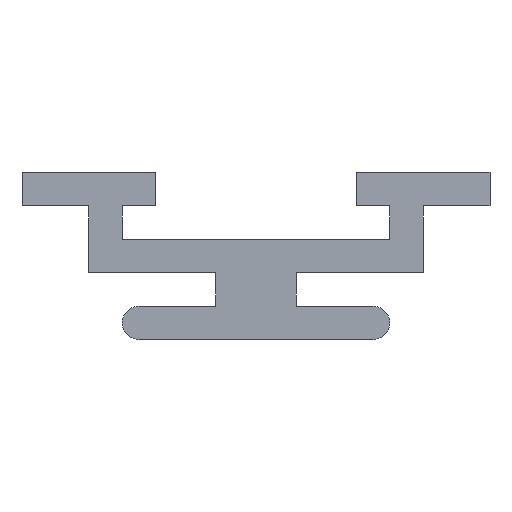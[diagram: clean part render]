
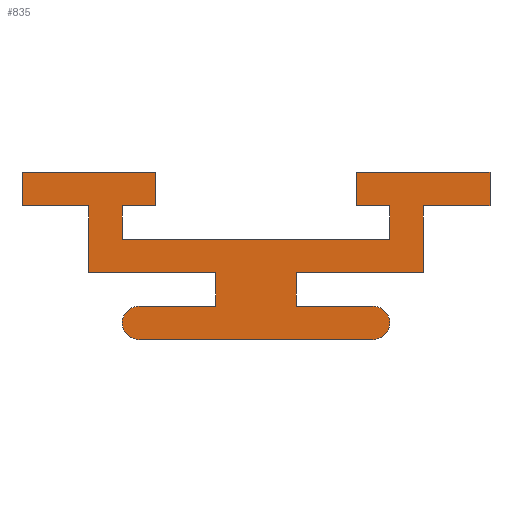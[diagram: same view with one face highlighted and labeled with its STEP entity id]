
A CAD part, front view. The second image highlights one B-rep face of the part: STEP entity #835.
In plain terms, the highlighted planar face has unit normal (0, -1, 0).
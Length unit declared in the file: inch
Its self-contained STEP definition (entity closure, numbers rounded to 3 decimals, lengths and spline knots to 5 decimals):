
#24=CARTESIAN_POINT('',(7.12545,0.33918,-0.25));
#25=VERTEX_POINT('',#24);
#42=CARTESIAN_POINT('',(7.60045,0.33918,-0.25));
#43=VERTEX_POINT('',#42);
#50=CARTESIAN_POINT('',(7.12545,0.33918,-0.25));
#51=DIRECTION('',(-1.,0.,0.));
#52=VECTOR('',#51,1.);
#53=LINE('',#50,#52);
#54=EDGE_CURVE('',#43,#25,#53,.T.);
#73=CARTESIAN_POINT('',(7.60045,0.33918,-0.375));
#74=VERTEX_POINT('',#73);
#81=CARTESIAN_POINT('',(7.60045,0.33918,-0.375));
#82=DIRECTION('',(0.,0.,1.));
#83=VECTOR('',#82,1.);
#84=LINE('',#81,#83);
#85=EDGE_CURVE('',#74,#43,#84,.T.);
#104=CARTESIAN_POINT('',(7.31295,0.33918,-0.375));
#105=VERTEX_POINT('',#104);
#112=CARTESIAN_POINT('',(7.31295,0.33918,-0.375));
#113=DIRECTION('',(1.,0.,0.));
#114=VECTOR('',#113,1.);
#115=LINE('',#112,#114);
#116=EDGE_CURVE('',#105,#74,#115,.T.);
#136=CARTESIAN_POINT('',(7.31295,0.33918,-0.5));
#137=VERTEX_POINT('',#136);
#144=CARTESIAN_POINT('',(7.31295,0.33918,-0.4375));
#145=DIRECTION('',(0.,1.,0.));
#146=DIRECTION('',(-1.,0.,0.));
#147=AXIS2_PLACEMENT_3D('',#144,#145,#146);
#148=CIRCLE('',#147,0.0625);
#149=EDGE_CURVE('',#137,#105,#148,.T.);
#168=CARTESIAN_POINT('',(8.18795,0.33918,-0.5));
#169=VERTEX_POINT('',#168);
#176=CARTESIAN_POINT('',(7.31295,0.33918,-0.5));
#177=DIRECTION('',(-1.,0.,0.));
#178=VECTOR('',#177,1.);
#179=LINE('',#176,#178);
#180=EDGE_CURVE('',#169,#137,#179,.T.);
#200=CARTESIAN_POINT('',(8.18795,0.33918,-0.375));
#201=VERTEX_POINT('',#200);
#208=CARTESIAN_POINT('',(8.18795,0.33918,-0.4375));
#209=DIRECTION('',(0.,1.,0.));
#210=DIRECTION('',(-1.,0.,0.));
#211=AXIS2_PLACEMENT_3D('',#208,#209,#210);
#212=CIRCLE('',#211,0.0625);
#213=EDGE_CURVE('',#201,#169,#212,.T.);
#232=CARTESIAN_POINT('',(7.90045,0.33918,-0.375));
#233=VERTEX_POINT('',#232);
#240=CARTESIAN_POINT('',(7.90045,0.33918,-0.375));
#241=DIRECTION('',(1.,0.,0.));
#242=VECTOR('',#241,1.);
#243=LINE('',#240,#242);
#244=EDGE_CURVE('',#233,#201,#243,.T.);
#263=CARTESIAN_POINT('',(7.90045,0.33918,-0.25));
#264=VERTEX_POINT('',#263);
#271=CARTESIAN_POINT('',(7.90045,0.33918,-0.375));
#272=DIRECTION('',(0.,0.,-1.));
#273=VECTOR('',#272,1.);
#274=LINE('',#271,#273);
#275=EDGE_CURVE('',#264,#233,#274,.T.);
#294=CARTESIAN_POINT('',(8.37545,0.33918,-0.25));
#295=VERTEX_POINT('',#294);
#302=CARTESIAN_POINT('',(7.90045,0.33918,-0.25));
#303=DIRECTION('',(-1.,0.,0.));
#304=VECTOR('',#303,1.);
#305=LINE('',#302,#304);
#306=EDGE_CURVE('',#295,#264,#305,.T.);
#325=CARTESIAN_POINT('',(8.37545,0.33918,0.));
#326=VERTEX_POINT('',#325);
#333=CARTESIAN_POINT('',(8.37545,0.33918,-0.25));
#334=DIRECTION('',(0.,0.,-1.));
#335=VECTOR('',#334,1.);
#336=LINE('',#333,#335);
#337=EDGE_CURVE('',#326,#295,#336,.T.);
#356=CARTESIAN_POINT('',(8.62545,0.33918,0.));
#357=VERTEX_POINT('',#356);
#364=CARTESIAN_POINT('',(8.62545,0.33918,0.));
#365=DIRECTION('',(-1.,0.,0.));
#366=VECTOR('',#365,1.);
#367=LINE('',#364,#366);
#368=EDGE_CURVE('',#357,#326,#367,.T.);
#387=CARTESIAN_POINT('',(8.62545,0.33918,0.125));
#388=VERTEX_POINT('',#387);
#395=CARTESIAN_POINT('',(8.62545,0.33918,0.));
#396=DIRECTION('',(0.,0.,-1.));
#397=VECTOR('',#396,1.);
#398=LINE('',#395,#397);
#399=EDGE_CURVE('',#388,#357,#398,.T.);
#418=CARTESIAN_POINT('',(8.12545,0.33918,0.125));
#419=VERTEX_POINT('',#418);
#426=CARTESIAN_POINT('',(8.62545,0.33918,0.125));
#427=DIRECTION('',(1.,0.,0.));
#428=VECTOR('',#427,1.);
#429=LINE('',#426,#428);
#430=EDGE_CURVE('',#419,#388,#429,.T.);
#449=CARTESIAN_POINT('',(8.12545,0.33918,0.));
#450=VERTEX_POINT('',#449);
#457=CARTESIAN_POINT('',(8.12545,0.33918,0.));
#458=DIRECTION('',(0.,0.,1.));
#459=VECTOR('',#458,1.);
#460=LINE('',#457,#459);
#461=EDGE_CURVE('',#450,#419,#460,.T.);
#480=CARTESIAN_POINT('',(8.25045,0.33918,0.));
#481=VERTEX_POINT('',#480);
#488=CARTESIAN_POINT('',(8.25045,0.33918,0.));
#489=DIRECTION('',(-1.,0.,0.));
#490=VECTOR('',#489,1.);
#491=LINE('',#488,#490);
#492=EDGE_CURVE('',#481,#450,#491,.T.);
#511=CARTESIAN_POINT('',(8.25045,0.33918,-0.125));
#512=VERTEX_POINT('',#511);
#519=CARTESIAN_POINT('',(8.25045,0.33918,-0.125));
#520=DIRECTION('',(0.,0.,1.));
#521=VECTOR('',#520,1.);
#522=LINE('',#519,#521);
#523=EDGE_CURVE('',#512,#481,#522,.T.);
#542=CARTESIAN_POINT('',(7.25045,0.33918,-0.125));
#543=VERTEX_POINT('',#542);
#550=CARTESIAN_POINT('',(7.25045,0.33918,-0.125));
#551=DIRECTION('',(1.,0.,0.));
#552=VECTOR('',#551,1.);
#553=LINE('',#550,#552);
#554=EDGE_CURVE('',#543,#512,#553,.T.);
#573=CARTESIAN_POINT('',(7.25045,0.33918,0.));
#574=VERTEX_POINT('',#573);
#581=CARTESIAN_POINT('',(7.25045,0.33918,-0.125));
#582=DIRECTION('',(0.,0.,-1.));
#583=VECTOR('',#582,1.);
#584=LINE('',#581,#583);
#585=EDGE_CURVE('',#574,#543,#584,.T.);
#604=CARTESIAN_POINT('',(7.37545,0.33918,0.));
#605=VERTEX_POINT('',#604);
#612=CARTESIAN_POINT('',(7.37545,0.33918,0.));
#613=DIRECTION('',(-1.,0.,0.));
#614=VECTOR('',#613,1.);
#615=LINE('',#612,#614);
#616=EDGE_CURVE('',#605,#574,#615,.T.);
#635=CARTESIAN_POINT('',(7.37545,0.33918,0.125));
#636=VERTEX_POINT('',#635);
#643=CARTESIAN_POINT('',(7.37545,0.33918,0.));
#644=DIRECTION('',(0.,0.,-1.));
#645=VECTOR('',#644,1.);
#646=LINE('',#643,#645);
#647=EDGE_CURVE('',#636,#605,#646,.T.);
#666=CARTESIAN_POINT('',(6.87545,0.33918,0.125));
#667=VERTEX_POINT('',#666);
#674=CARTESIAN_POINT('',(7.37545,0.33918,0.125));
#675=DIRECTION('',(1.,0.,0.));
#676=VECTOR('',#675,1.);
#677=LINE('',#674,#676);
#678=EDGE_CURVE('',#667,#636,#677,.T.);
#697=CARTESIAN_POINT('',(6.87545,0.33918,0.));
#698=VERTEX_POINT('',#697);
#705=CARTESIAN_POINT('',(6.87545,0.33918,0.125));
#706=DIRECTION('',(0.,0.,1.));
#707=VECTOR('',#706,1.);
#708=LINE('',#705,#707);
#709=EDGE_CURVE('',#698,#667,#708,.T.);
#728=CARTESIAN_POINT('',(7.12545,0.33918,0.));
#729=VERTEX_POINT('',#728);
#736=CARTESIAN_POINT('',(7.12545,0.33918,0.));
#737=DIRECTION('',(-1.,0.,0.));
#738=VECTOR('',#737,1.);
#739=LINE('',#736,#738);
#740=EDGE_CURVE('',#729,#698,#739,.T.);
#758=CARTESIAN_POINT('',(7.12545,0.33918,-0.25));
#759=DIRECTION('',(0.,0.,1.));
#760=VECTOR('',#759,1.);
#761=LINE('',#758,#760);
#762=EDGE_CURVE('',#25,#729,#761,.T.);
#804=ORIENTED_EDGE('',*,*,#709,.F.);
#805=ORIENTED_EDGE('',*,*,#740,.F.);
#806=ORIENTED_EDGE('',*,*,#762,.F.);
#807=ORIENTED_EDGE('',*,*,#54,.F.);
#808=ORIENTED_EDGE('',*,*,#85,.F.);
#809=ORIENTED_EDGE('',*,*,#116,.F.);
#810=ORIENTED_EDGE('',*,*,#149,.F.);
#811=ORIENTED_EDGE('',*,*,#180,.F.);
#812=ORIENTED_EDGE('',*,*,#213,.F.);
#813=ORIENTED_EDGE('',*,*,#244,.F.);
#814=ORIENTED_EDGE('',*,*,#275,.F.);
#815=ORIENTED_EDGE('',*,*,#306,.F.);
#816=ORIENTED_EDGE('',*,*,#337,.F.);
#817=ORIENTED_EDGE('',*,*,#368,.F.);
#818=ORIENTED_EDGE('',*,*,#399,.F.);
#819=ORIENTED_EDGE('',*,*,#430,.F.);
#820=ORIENTED_EDGE('',*,*,#461,.F.);
#821=ORIENTED_EDGE('',*,*,#492,.F.);
#822=ORIENTED_EDGE('',*,*,#523,.F.);
#823=ORIENTED_EDGE('',*,*,#554,.F.);
#824=ORIENTED_EDGE('',*,*,#585,.F.);
#825=ORIENTED_EDGE('',*,*,#616,.F.);
#826=ORIENTED_EDGE('',*,*,#647,.F.);
#827=ORIENTED_EDGE('',*,*,#678,.F.);
#828=EDGE_LOOP('',(#804,#805,#806,#807,#808,#809,#810,#811,#812,#813,#814,#815,#816,#817,#818,#819,#820,#821,#822,#823,#824,#825,#826,#827));
#829=FACE_OUTER_BOUND('',#828,.T.);
#830=CARTESIAN_POINT('',(7.12545,0.33918,-0.17192));
#831=DIRECTION('',(0.,1.,0.));
#832=DIRECTION('',(1.,0.,0.));
#833=AXIS2_PLACEMENT_3D('',#830,#831,#832);
#834=PLANE('',#833);
#835=ADVANCED_FACE('',(#829),#834,.F.);
